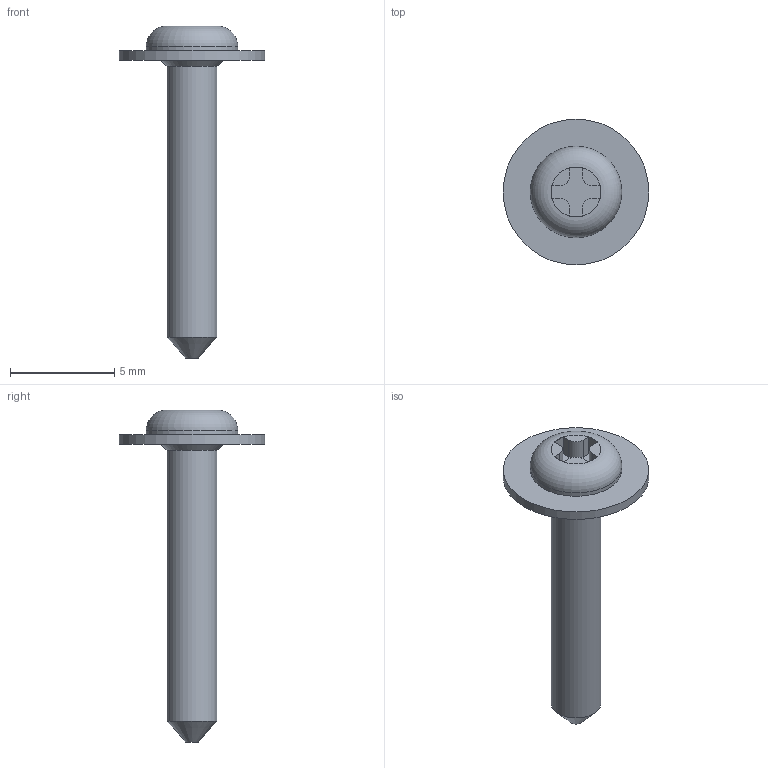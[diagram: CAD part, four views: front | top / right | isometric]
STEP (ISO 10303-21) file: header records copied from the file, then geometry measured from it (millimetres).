
FILE_DESCRIPTION(('FreeCAD Model'),'2;1');
FILE_NAME('SM-S4303R-horn-screw.step', '2014-08-12T17:36:07',('FreeCAD'),('FreeCAD'), 'Open CASCADE STEP processor 6.7','FreeCAD','Unknown');
FILE_SCHEMA(('AUTOMOTIVE_DESIGN_CC2 { 1 2 10303 214 -1 1 5 4 }'));
Length unit declared in the file: millimetre
Products named in the file (1): final-screw-2
Bounding box: 7 x 7 x 15.94 mm (x, y, z)
Volume: 92.4 mm3; surface area: 206.6 mm2
Topology: 1 solids, 1 shells, 34 faces, 87 edges, 57 vertices
Faces by surface type: plane 24, cylinder 7, cone 2, torus 1
Full cylindrical faces by diameter (mm): 2.4 x1, 4.4 x1, 7 x1
Entity records: 2613 total; most frequent: CARTESIAN_POINT 933, DIRECTION 289, ORIENTED_EDGE 174, PCURVE 174, DEFINITIONAL_REPRESENTATION 174, LINE 161, VECTOR 161, EDGE_CURVE 87
